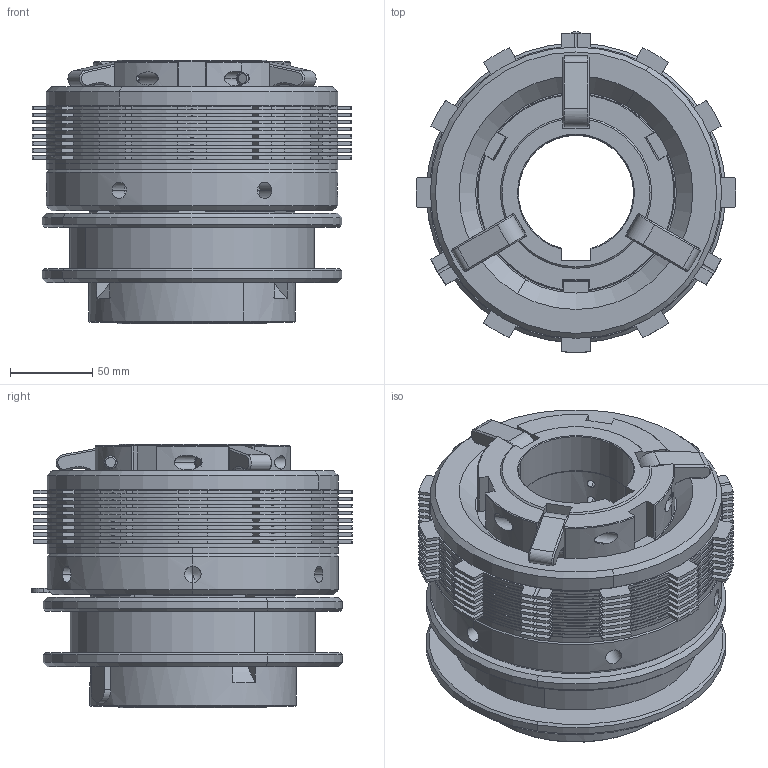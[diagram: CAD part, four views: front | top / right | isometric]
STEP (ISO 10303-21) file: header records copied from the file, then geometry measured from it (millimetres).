
FILE_DESCRIPTION (( 'STEP AP203' ), '1' );
FILE_NAME ('Assem3.STEP', '2017-10-18T00:43:31', ( ' ' ), ( '' ), 'SwSTEP 2.0', 'SolidWorks 2009', '' );
FILE_SCHEMA (( 'CONFIG_CONTROL_DESIGN' ));
Length unit declared in the file: millimetre
Products named in the file (1): Assem3
Bounding box: 193.91 x 195 x 160 mm (x, y, z)
Volume: 2403745.1 mm3; surface area: 474296.6 mm2
Topology: 1 solids, 2 shells, 2340 faces, 7787 edges, 4953 vertices
Faces by surface type: cone 970, cylinder 816, plane 544, torus 10
Entity records: 90657 total; most frequent: CARTESIAN_POINT 21372, ORIENTED_EDGE 15550, DIRECTION 14225, EDGE_CURVE 7775, AXIS2_PLACEMENT_3D 5529, VERTEX_POINT 4953, CIRCLE 3188, VECTOR 3167
